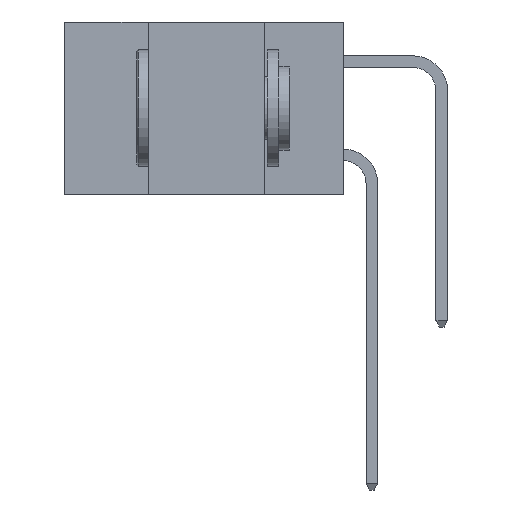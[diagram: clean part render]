
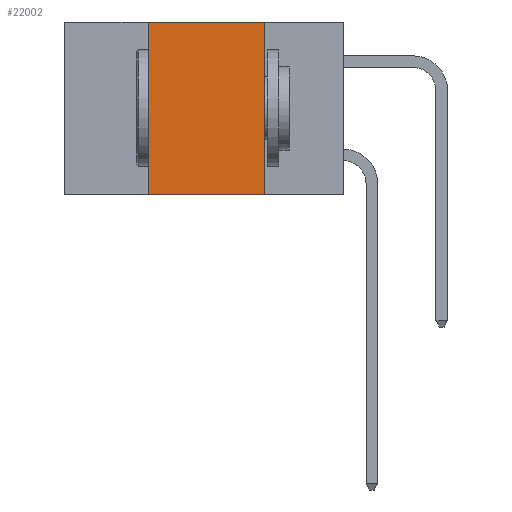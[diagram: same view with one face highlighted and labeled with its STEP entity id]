
A CAD part, left-side view. The second image highlights one B-rep face of the part: STEP entity #22002.
In plain terms, the highlighted planar face has unit normal (-1, 0, 0).
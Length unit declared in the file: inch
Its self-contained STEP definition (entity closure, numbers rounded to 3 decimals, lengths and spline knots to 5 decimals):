
#651 = PLANE ( 'NONE',  #13598 ) ;
#1020 = LINE ( 'NONE', #18156, #6975 ) ;
#1858 = EDGE_LOOP ( 'NONE', ( #8375, #22367, #4730, #14206 ) ) ;
#1935 = VECTOR ( 'NONE', #8086, 39.37008 ) ;
#2383 = LINE ( 'NONE', #2761, #17128 ) ;
#2478 = DIRECTION ( 'NONE',  ( 1., 0., 0. ) ) ;
#2761 = CARTESIAN_POINT ( 'NONE',  ( 0., 0.17, -0.37 ) ) ;
#3643 = EDGE_CURVE ( 'NONE', #13181, #15123, #9068, .T. ) ;
#4319 = VECTOR ( 'NONE', #5580, 39.37008 ) ;
#4730 = ORIENTED_EDGE ( 'NONE', *, *, #6813, .F. ) ;
#5580 = DIRECTION ( 'NONE',  ( 0., -1., 0. ) ) ;
#5649 = CARTESIAN_POINT ( 'NONE',  ( 0., 0.6, 0. ) ) ;
#6528 = FACE_OUTER_BOUND ( 'NONE', #1858, .T. ) ;
#6542 = CARTESIAN_POINT ( 'NONE',  ( 0., 0.42, 0. ) ) ;
#6813 = EDGE_CURVE ( 'NONE', #10516, #13181, #12051, .T. ) ;
#6975 = VECTOR ( 'NONE', #7608, 39.37008 ) ;
#7608 = DIRECTION ( 'NONE',  ( 0., -1., 0. ) ) ;
#8086 = DIRECTION ( 'NONE',  ( 0., 0., 1. ) ) ;
#8214 = CARTESIAN_POINT ( 'NONE',  ( 0., 0.42, -0.37 ) ) ;
#8375 = ORIENTED_EDGE ( 'NONE', *, *, #19058, .F. ) ;
#8525 = VERTEX_POINT ( 'NONE', #14516 ) ;
#9068 = LINE ( 'NONE', #5649, #4319 ) ;
#10516 = VERTEX_POINT ( 'NONE', #14520 ) ;
#11537 = CARTESIAN_POINT ( 'NONE',  ( 0., 0.17, 0. ) ) ;
#11574 = EDGE_CURVE ( 'NONE', #10516, #8525, #1020, .T. ) ;
#12051 = LINE ( 'NONE', #8214, #1935 ) ;
#13181 = VERTEX_POINT ( 'NONE', #6542 ) ;
#13598 = AXIS2_PLACEMENT_3D ( 'NONE', #16641, #2478, #14973 ) ;
#14206 = ORIENTED_EDGE ( 'NONE', *, *, #11574, .T. ) ;
#14516 = CARTESIAN_POINT ( 'NONE',  ( 0., 0.17, -0.37 ) ) ;
#14520 = CARTESIAN_POINT ( 'NONE',  ( 0., 0.42, -0.37 ) ) ;
#14973 = DIRECTION ( 'NONE',  ( 0., 0., -1. ) ) ;
#15123 = VERTEX_POINT ( 'NONE', #11537 ) ;
#16641 = CARTESIAN_POINT ( 'NONE',  ( 0., 0.6, 0. ) ) ;
#16984 = DIRECTION ( 'NONE',  ( 0., 0., -1. ) ) ;
#17128 = VECTOR ( 'NONE', #16984, 39.37008 ) ;
#18156 = CARTESIAN_POINT ( 'NONE',  ( 0., 0.6, -0.37 ) ) ;
#19058 = EDGE_CURVE ( 'NONE', #15123, #8525, #2383, .T. ) ;
#22002 = ADVANCED_FACE ( 'NONE', ( #6528 ), #651, .F. ) ;
#22367 = ORIENTED_EDGE ( 'NONE', *, *, #3643, .F. ) ;
